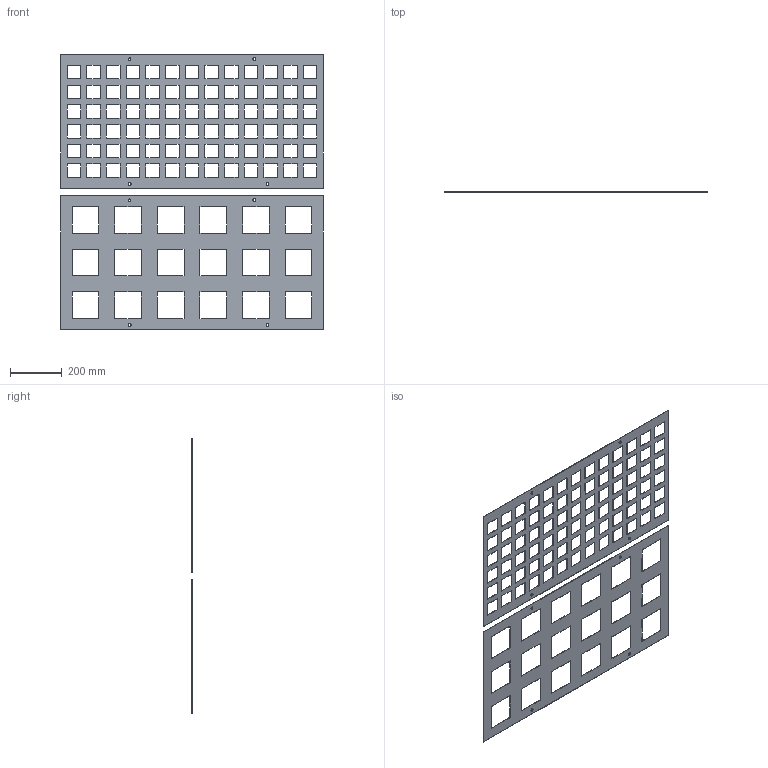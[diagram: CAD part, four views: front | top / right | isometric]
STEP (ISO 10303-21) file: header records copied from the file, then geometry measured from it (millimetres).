
FILE_DESCRIPTION (( 'STEP AP203' ), '1' );
FILE_NAME ('10000259319.STEP', '2024-11-22T17:03:35', ( '' ), ( '' ), 'SwSTEP 2.0', 'SolidWorks 2022', '' );
FILE_SCHEMA (( 'CONFIG_CONTROL_DESIGN' ));
Length unit declared in the file: inch
Products named in the file (3): 10000259319; 10000259318; 10000259320
Assembly tree (2 placements, depth 2):
  10000259319
    10000259318
    10000259320
Bounding box: 1016 x 1.52 x 1066.8 mm (x, y, z)
Volume: 989749 mm3; surface area: 1349067.7 mm2
Topology: 2 solids, 2 shells, 412 faces, 1224 edges, 816 vertices
Faces by surface type: plane 396, cylinder 16
Full cylindrical faces by diameter (mm): 9.525 x2, 11 x6
Entity records: 14227 total; most frequent: CARTESIAN_POINT 2449, ORIENTED_EDGE 2432, DIRECTION 2082, EDGE_CURVE 1216, LINE 1184, VECTOR 1184, VERTEX_POINT 816, EDGE_LOOP 628
